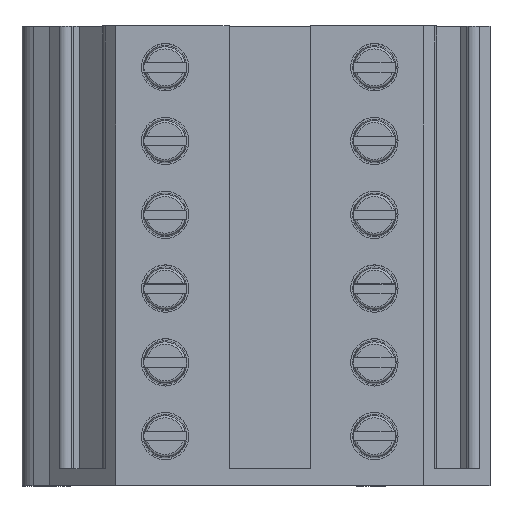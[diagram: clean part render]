
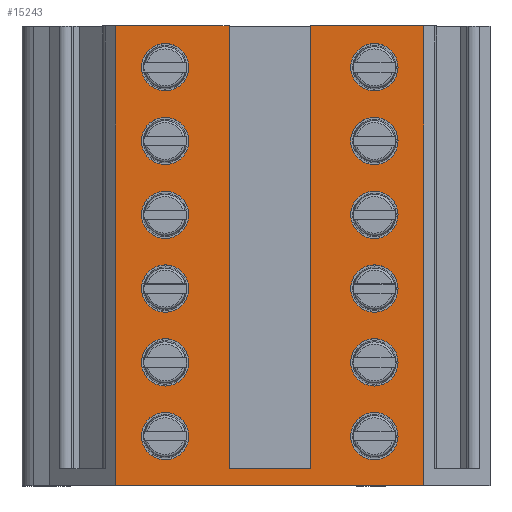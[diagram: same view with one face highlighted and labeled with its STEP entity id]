
A CAD part, top view. The second image highlights one B-rep face of the part: STEP entity #15243.
In plain terms, the highlighted planar face has unit normal (0, 0, 1).
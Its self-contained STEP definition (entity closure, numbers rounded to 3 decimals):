
#444=CIRCLE('',#15920,2.15);
#445=CIRCLE('',#15921,2.15);
#446=CIRCLE('',#15922,2.15);
#447=CIRCLE('',#15923,2.15);
#448=CIRCLE('',#15924,2.15);
#449=CIRCLE('',#15925,2.15);
#450=CIRCLE('',#15926,2.15);
#451=CIRCLE('',#15927,2.15);
#452=CIRCLE('',#15928,2.15);
#453=CIRCLE('',#15929,2.15);
#454=CIRCLE('',#15930,2.15);
#455=CIRCLE('',#15931,2.15);
#1099=ORIENTED_EDGE('',*,*,#4275,.F.);
#1100=ORIENTED_EDGE('',*,*,#4276,.F.);
#1101=ORIENTED_EDGE('',*,*,#4277,.F.);
#1102=ORIENTED_EDGE('',*,*,#4278,.F.);
#1103=ORIENTED_EDGE('',*,*,#4279,.F.);
#1104=ORIENTED_EDGE('',*,*,#4280,.F.);
#1105=ORIENTED_EDGE('',*,*,#4281,.T.);
#1106=ORIENTED_EDGE('',*,*,#4282,.F.);
#1107=ORIENTED_EDGE('',*,*,#4283,.F.);
#1108=ORIENTED_EDGE('',*,*,#4284,.F.);
#1109=ORIENTED_EDGE('',*,*,#4272,.T.);
#1110=ORIENTED_EDGE('',*,*,#4137,.T.);
#1111=ORIENTED_EDGE('',*,*,#4285,.F.);
#1112=ORIENTED_EDGE('',*,*,#4286,.F.);
#1113=ORIENTED_EDGE('',*,*,#4287,.F.);
#1114=ORIENTED_EDGE('',*,*,#4288,.F.);
#1115=ORIENTED_EDGE('',*,*,#4289,.F.);
#1116=ORIENTED_EDGE('',*,*,#4290,.F.);
#1117=ORIENTED_EDGE('',*,*,#4291,.F.);
#1118=ORIENTED_EDGE('',*,*,#4292,.F.);
#4137=EDGE_CURVE('',#5736,#5738,#6814,.T.);
#4272=EDGE_CURVE('',#5859,#5736,#6937,.T.);
#4275=EDGE_CURVE('',#5861,#5861,#444,.T.);
#4276=EDGE_CURVE('',#5862,#5862,#445,.T.);
#4277=EDGE_CURVE('',#5863,#5863,#446,.T.);
#4278=EDGE_CURVE('',#5864,#5864,#447,.T.);
#4279=EDGE_CURVE('',#5865,#5865,#448,.T.);
#4280=EDGE_CURVE('',#5866,#5866,#449,.T.);
#4281=EDGE_CURVE('',#5867,#5868,#6940,.T.);
#4282=EDGE_CURVE('',#5869,#5868,#6941,.T.);
#4283=EDGE_CURVE('',#5870,#5869,#6942,.T.);
#4284=EDGE_CURVE('',#5859,#5870,#6943,.T.);
#4285=EDGE_CURVE('',#5871,#5738,#6944,.T.);
#4286=EDGE_CURVE('',#5867,#5871,#6945,.T.);
#4287=EDGE_CURVE('',#5872,#5872,#450,.T.);
#4288=EDGE_CURVE('',#5873,#5873,#451,.T.);
#4289=EDGE_CURVE('',#5874,#5874,#452,.T.);
#4290=EDGE_CURVE('',#5875,#5875,#453,.T.);
#4291=EDGE_CURVE('',#5876,#5876,#454,.T.);
#4292=EDGE_CURVE('',#5877,#5877,#455,.T.);
#5736=VERTEX_POINT('',#20156);
#5738=VERTEX_POINT('',#20160);
#5859=VERTEX_POINT('',#20451);
#5861=VERTEX_POINT('',#20457);
#5862=VERTEX_POINT('',#20459);
#5863=VERTEX_POINT('',#20461);
#5864=VERTEX_POINT('',#20463);
#5865=VERTEX_POINT('',#20465);
#5866=VERTEX_POINT('',#20467);
#5867=VERTEX_POINT('',#20469);
#5868=VERTEX_POINT('',#20470);
#5869=VERTEX_POINT('',#20472);
#5870=VERTEX_POINT('',#20474);
#5871=VERTEX_POINT('',#20477);
#5872=VERTEX_POINT('',#20480);
#5873=VERTEX_POINT('',#20482);
#5874=VERTEX_POINT('',#20484);
#5875=VERTEX_POINT('',#20486);
#5876=VERTEX_POINT('',#20488);
#5877=VERTEX_POINT('',#20490);
#6814=LINE('',#20161,#7895);
#6937=LINE('',#20450,#8018);
#6940=LINE('',#20468,#8021);
#6941=LINE('',#20471,#8022);
#6942=LINE('',#20473,#8023);
#6943=LINE('',#20475,#8024);
#6944=LINE('',#20476,#8025);
#6945=LINE('',#20478,#8026);
#7895=VECTOR('',#17002,1000.);
#8018=VECTOR('',#17217,1000.);
#8021=VECTOR('',#17234,1000.);
#8022=VECTOR('',#17235,1000.);
#8023=VECTOR('',#17236,1000.);
#8024=VECTOR('',#17237,1000.);
#8025=VECTOR('',#17238,1000.);
#8026=VECTOR('',#17239,1000.);
#8956=EDGE_LOOP('',(#1099));
#8957=EDGE_LOOP('',(#1100));
#8958=EDGE_LOOP('',(#1101));
#8959=EDGE_LOOP('',(#1102));
#8960=EDGE_LOOP('',(#1103));
#8961=EDGE_LOOP('',(#1104));
#8962=EDGE_LOOP('',(#1105,#1106,#1107,#1108,#1109,#1110,#1111,#1112));
#8963=EDGE_LOOP('',(#1113));
#8964=EDGE_LOOP('',(#1114));
#8965=EDGE_LOOP('',(#1115));
#8966=EDGE_LOOP('',(#1116));
#8967=EDGE_LOOP('',(#1117));
#8968=EDGE_LOOP('',(#1118));
#9677=FACE_BOUND('',#8956,.T.);
#9678=FACE_BOUND('',#8957,.T.);
#9679=FACE_BOUND('',#8958,.T.);
#9680=FACE_BOUND('',#8959,.T.);
#9681=FACE_BOUND('',#8960,.T.);
#9682=FACE_BOUND('',#8961,.T.);
#9683=FACE_BOUND('',#8962,.T.);
#9684=FACE_BOUND('',#8963,.T.);
#9685=FACE_BOUND('',#8964,.T.);
#9686=FACE_BOUND('',#8965,.T.);
#9687=FACE_BOUND('',#8966,.T.);
#9688=FACE_BOUND('',#8967,.T.);
#9689=FACE_BOUND('',#8968,.T.);
#10386=PLANE('',#15919);
#15243=ADVANCED_FACE('',(#9677,#9678,#9679,#9680,#9681,#9682,#9683,#9684,
#9685,#9686,#9687,#9688,#9689),#10386,.F.);
#15919=AXIS2_PLACEMENT_3D('',#20455,#17220,#17221);
#15920=AXIS2_PLACEMENT_3D('',#20456,#17222,#17223);
#15921=AXIS2_PLACEMENT_3D('',#20458,#17224,#17225);
#15922=AXIS2_PLACEMENT_3D('',#20460,#17226,#17227);
#15923=AXIS2_PLACEMENT_3D('',#20462,#17228,#17229);
#15924=AXIS2_PLACEMENT_3D('',#20464,#17230,#17231);
#15925=AXIS2_PLACEMENT_3D('',#20466,#17232,#17233);
#15926=AXIS2_PLACEMENT_3D('',#20479,#17240,#17241);
#15927=AXIS2_PLACEMENT_3D('',#20481,#17242,#17243);
#15928=AXIS2_PLACEMENT_3D('',#20483,#17244,#17245);
#15929=AXIS2_PLACEMENT_3D('',#20485,#17246,#17247);
#15930=AXIS2_PLACEMENT_3D('',#20487,#17248,#17249);
#15931=AXIS2_PLACEMENT_3D('',#20489,#17250,#17251);
#17002=DIRECTION('',(-1.,0.,0.));
#17217=DIRECTION('',(0.,-1.,0.));
#17220=DIRECTION('',(0.,0.,-1.));
#17221=DIRECTION('',(-1.,0.,0.));
#17222=DIRECTION('',(0.,0.,1.));
#17223=DIRECTION('',(0.,1.,0.));
#17224=DIRECTION('',(0.,0.,1.));
#17225=DIRECTION('',(0.,1.,0.));
#17226=DIRECTION('',(0.,0.,1.));
#17227=DIRECTION('',(0.,1.,0.));
#17228=DIRECTION('',(0.,0.,1.));
#17229=DIRECTION('',(0.,1.,0.));
#17230=DIRECTION('',(0.,0.,1.));
#17231=DIRECTION('',(0.,1.,0.));
#17232=DIRECTION('',(0.,0.,1.));
#17233=DIRECTION('',(0.,1.,0.));
#17234=DIRECTION('',(0.,-1.,0.));
#17235=DIRECTION('',(-1.,0.,0.));
#17236=DIRECTION('',(0.,-1.,0.));
#17237=DIRECTION('',(1.,0.,0.));
#17238=DIRECTION('',(0.,-1.,0.));
#17239=DIRECTION('',(1.,0.,0.));
#17240=DIRECTION('',(0.,0.,1.));
#17241=DIRECTION('',(0.,1.,0.));
#17242=DIRECTION('',(0.,0.,1.));
#17243=DIRECTION('',(0.,1.,0.));
#17244=DIRECTION('',(0.,0.,1.));
#17245=DIRECTION('',(0.,1.,0.));
#17246=DIRECTION('',(0.,0.,1.));
#17247=DIRECTION('',(0.,1.,0.));
#17248=DIRECTION('',(0.,0.,1.));
#17249=DIRECTION('',(0.,1.,0.));
#17250=DIRECTION('',(0.,0.,1.));
#17251=DIRECTION('',(0.,1.,0.));
#20156=CARTESIAN_POINT('',(3.7,0.,22.898));
#20160=CARTESIAN_POINT('',(-3.7,0.,22.898));
#20161=CARTESIAN_POINT('',(14.,0.,22.898));
#20450=CARTESIAN_POINT('',(3.7,6.7,22.898));
#20451=CARTESIAN_POINT('',(3.7,40.2,22.898));
#20455=CARTESIAN_POINT('',(3.7,6.7,22.898));
#20456=CARTESIAN_POINT('',(-9.503,2.953,22.898));
#20457=CARTESIAN_POINT('',(-9.503,5.103,22.898));
#20458=CARTESIAN_POINT('',(-9.503,9.653,22.898));
#20459=CARTESIAN_POINT('',(-9.503,11.803,22.898));
#20460=CARTESIAN_POINT('',(-9.503,16.353,22.898));
#20461=CARTESIAN_POINT('',(-9.503,18.503,22.898));
#20462=CARTESIAN_POINT('',(-9.503,23.053,22.898));
#20463=CARTESIAN_POINT('',(-9.503,25.203,22.898));
#20464=CARTESIAN_POINT('',(-9.503,29.753,22.898));
#20465=CARTESIAN_POINT('',(-9.503,31.903,22.898));
#20466=CARTESIAN_POINT('',(-9.503,36.453,22.898));
#20467=CARTESIAN_POINT('',(-9.503,38.603,22.898));
#20468=CARTESIAN_POINT('',(-14.,6.7,22.898));
#20469=CARTESIAN_POINT('',(-14.,40.2,22.898));
#20470=CARTESIAN_POINT('',(-14.,-1.5,22.898));
#20471=CARTESIAN_POINT('',(14.,-1.5,22.898));
#20472=CARTESIAN_POINT('',(14.,-1.5,22.898));
#20473=CARTESIAN_POINT('',(14.,6.7,22.898));
#20474=CARTESIAN_POINT('',(14.,40.2,22.898));
#20475=CARTESIAN_POINT('',(3.7,40.2,22.898));
#20476=CARTESIAN_POINT('',(-3.7,6.7,22.898));
#20477=CARTESIAN_POINT('',(-3.7,40.2,22.898));
#20478=CARTESIAN_POINT('',(-14.,40.2,22.898));
#20479=CARTESIAN_POINT('',(9.497,2.953,22.898));
#20480=CARTESIAN_POINT('',(9.497,5.103,22.898));
#20481=CARTESIAN_POINT('',(9.497,9.653,22.898));
#20482=CARTESIAN_POINT('',(9.497,11.803,22.898));
#20483=CARTESIAN_POINT('',(9.497,16.353,22.898));
#20484=CARTESIAN_POINT('',(9.497,18.503,22.898));
#20485=CARTESIAN_POINT('',(9.497,23.053,22.898));
#20486=CARTESIAN_POINT('',(9.497,25.203,22.898));
#20487=CARTESIAN_POINT('',(9.497,29.753,22.898));
#20488=CARTESIAN_POINT('',(9.497,31.903,22.898));
#20489=CARTESIAN_POINT('',(9.497,36.453,22.898));
#20490=CARTESIAN_POINT('',(9.497,38.603,22.898));
